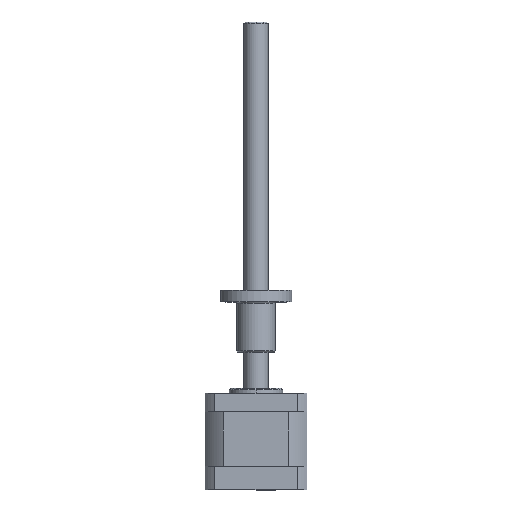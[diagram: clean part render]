
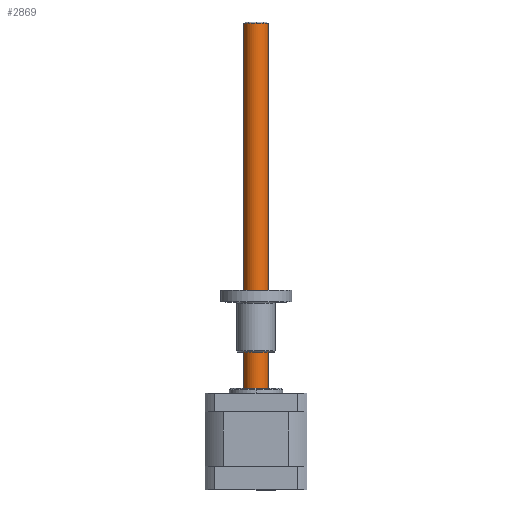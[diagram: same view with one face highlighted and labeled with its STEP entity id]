
A CAD part, top view. The second image highlights one B-rep face of the part: STEP entity #2869.
In plain terms, the highlighted cylindrical face has radius 5 mm (diameter 10 mm), a partial arc.
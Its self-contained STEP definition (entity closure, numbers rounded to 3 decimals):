
#47 = EDGE_CURVE ( 'NONE', #1323, #10765, #9551, .T. ) ;
#1323 = VERTEX_POINT ( 'NONE', #3297 ) ;
#1822 = CIRCLE ( 'NONE', #9947, 5. ) ;
#1981 = CARTESIAN_POINT ( 'NONE',  ( 5., 0., 190.5 ) ) ;
#2038 = CARTESIAN_POINT ( 'NONE',  ( -5., 0., 190.5 ) ) ;
#2283 = EDGE_CURVE ( 'NONE', #6938, #10765, #10733, .T. ) ;
#2348 = ORIENTED_EDGE ( 'NONE', *, *, #7754, .F. ) ;
#2649 = VECTOR ( 'NONE', #2840, 1000. ) ;
#2818 = ORIENTED_EDGE ( 'NONE', *, *, #47, .T. ) ;
#2840 = DIRECTION ( 'NONE',  ( 0., 0., -1. ) ) ;
#2869 = ADVANCED_FACE ( 'NONE', ( #3191 ), #6786, .T. ) ;
#2914 = EDGE_CURVE ( 'NONE', #10643, #1323, #1822, .T. ) ;
#3133 = LINE ( 'NONE', #1981, #2649 ) ;
#3191 = FACE_OUTER_BOUND ( 'NONE', #9321, .T. ) ;
#3297 = CARTESIAN_POINT ( 'NONE',  ( -5., 0., 190. ) ) ;
#4007 = CARTESIAN_POINT ( 'NONE',  ( 5., 0., 190. ) ) ;
#4098 = DIRECTION ( 'NONE',  ( -1., 0., 0. ) ) ;
#4828 = DIRECTION ( 'NONE',  ( 0., 0., -1. ) ) ;
#4866 = CARTESIAN_POINT ( 'NONE',  ( 0., 0., 39.5 ) ) ;
#5571 = DIRECTION ( 'NONE',  ( -1., 0., 0. ) ) ;
#6786 = CYLINDRICAL_SURFACE ( 'NONE', #8734, 5. ) ;
#6938 = VERTEX_POINT ( 'NONE', #11163 ) ;
#7754 = EDGE_CURVE ( 'NONE', #10643, #6938, #3133, .T. ) ;
#8734 = AXIS2_PLACEMENT_3D ( 'NONE', #8977, #9875, #5571 ) ;
#8977 = CARTESIAN_POINT ( 'NONE',  ( 0., 0., 190.5 ) ) ;
#9116 = VECTOR ( 'NONE', #10797, 1000. ) ;
#9321 = EDGE_LOOP ( 'NONE', ( #2348, #10067, #2818, #10275 ) ) ;
#9344 = CARTESIAN_POINT ( 'NONE',  ( -5., 0., 39.5 ) ) ;
#9551 = LINE ( 'NONE', #2038, #9116 ) ;
#9875 = DIRECTION ( 'NONE',  ( 0., 0., -1. ) ) ;
#9947 = AXIS2_PLACEMENT_3D ( 'NONE', #10751, #10568, #10485 ) ;
#10067 = ORIENTED_EDGE ( 'NONE', *, *, #2914, .T. ) ;
#10275 = ORIENTED_EDGE ( 'NONE', *, *, #2283, .F. ) ;
#10485 = DIRECTION ( 'NONE',  ( 1., 0., 0. ) ) ;
#10568 = DIRECTION ( 'NONE',  ( 0., 0., -1. ) ) ;
#10643 = VERTEX_POINT ( 'NONE', #4007 ) ;
#10733 = CIRCLE ( 'NONE', #10999, 5. ) ;
#10751 = CARTESIAN_POINT ( 'NONE',  ( 0., 0., 190. ) ) ;
#10765 = VERTEX_POINT ( 'NONE', #9344 ) ;
#10797 = DIRECTION ( 'NONE',  ( 0., 0., -1. ) ) ;
#10999 = AXIS2_PLACEMENT_3D ( 'NONE', #4866, #4828, #4098 ) ;
#11163 = CARTESIAN_POINT ( 'NONE',  ( 5., 0., 39.5 ) ) ;
